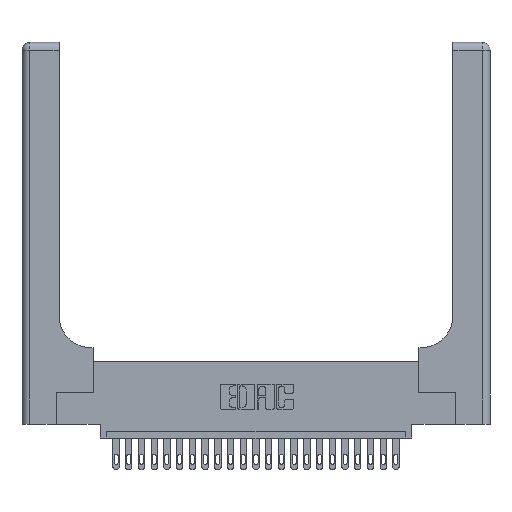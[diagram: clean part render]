
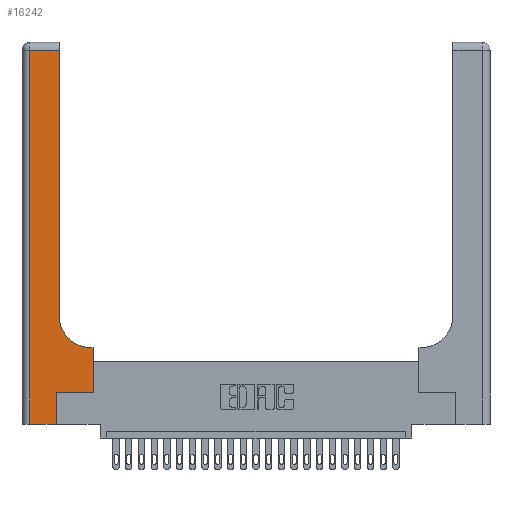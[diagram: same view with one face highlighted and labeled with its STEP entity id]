
A CAD part, top view. The second image highlights one B-rep face of the part: STEP entity #16242.
In plain terms, the highlighted planar face has unit normal (0, 0, 1).
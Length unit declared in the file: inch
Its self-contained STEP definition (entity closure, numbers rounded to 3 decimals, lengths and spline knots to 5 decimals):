
#415 = DIRECTION ( 'NONE',  ( 0., 0., -1. ) ) ;
#602 = ORIENTED_EDGE ( 'NONE', *, *, #20342, .T. ) ;
#806 = EDGE_CURVE ( 'NONE', #14983, #1037, #23209, .T. ) ;
#1034 = EDGE_CURVE ( 'NONE', #23083, #14983, #11320, .T. ) ;
#1037 = VERTEX_POINT ( 'NONE', #15343 ) ;
#1310 = VERTEX_POINT ( 'NONE', #8641 ) ;
#1499 = DIRECTION ( 'NONE',  ( 0., 1., 0. ) ) ;
#1790 = VERTEX_POINT ( 'NONE', #20353 ) ;
#2026 = ORIENTED_EDGE ( 'NONE', *, *, #22643, .T. ) ;
#2286 = ORIENTED_EDGE ( 'NONE', *, *, #10009, .T. ) ;
#2908 = CIRCLE ( 'NONE', #5464, 0.25 ) ;
#3296 = CARTESIAN_POINT ( 'NONE',  ( 0.06, 3., 0.37 ) ) ;
#3512 = VECTOR ( 'NONE', #15204, 39.37008 ) ;
#4005 = DIRECTION ( 'NONE',  ( -1., 0., 0. ) ) ;
#4101 = CARTESIAN_POINT ( 'NONE',  ( 0., 2.94, 0.37 ) ) ;
#4329 = CARTESIAN_POINT ( 'NONE',  ( 0.2915, 0.6, 0.37 ) ) ;
#4490 = DIRECTION ( 'NONE',  ( 1., 0., 0. ) ) ;
#4737 = AXIS2_PLACEMENT_3D ( 'NONE', #12865, #12941, #9061 ) ;
#4904 = ORIENTED_EDGE ( 'NONE', *, *, #6791, .T. ) ;
#5026 = EDGE_LOOP ( 'NONE', ( #2286, #4904, #602, #22608, #2026, #13959, #15994, #15819, #22326 ) ) ;
#5464 = AXIS2_PLACEMENT_3D ( 'NONE', #19829, #415, #9771 ) ;
#5894 = CARTESIAN_POINT ( 'NONE',  ( 0.269, 0., 0.37 ) ) ;
#6745 = LINE ( 'NONE', #10051, #21005 ) ;
#6791 = EDGE_CURVE ( 'NONE', #1790, #12830, #16828, .T. ) ;
#7075 = CARTESIAN_POINT ( 'NONE',  ( 0.5585, 0.25, 0.37 ) ) ;
#8135 = LINE ( 'NONE', #3296, #23019 ) ;
#8314 = VECTOR ( 'NONE', #13390, 39.37008 ) ;
#8641 = CARTESIAN_POINT ( 'NONE',  ( 0.269, 0.25, 0.37 ) ) ;
#9056 = FACE_OUTER_BOUND ( 'NONE', #5026, .T. ) ;
#9061 = DIRECTION ( 'NONE',  ( -1., 0., 0. ) ) ;
#9771 = DIRECTION ( 'NONE',  ( 1., 0., 0. ) ) ;
#9818 = LINE ( 'NONE', #15180, #12548 ) ;
#9858 = DIRECTION ( 'NONE',  ( -1., 0., 0. ) ) ;
#10009 = EDGE_CURVE ( 'NONE', #12793, #1790, #15148, .T. ) ;
#10051 = CARTESIAN_POINT ( 'NONE',  ( 0., 0., 0.37 ) ) ;
#10504 = LINE ( 'NONE', #5894, #3512 ) ;
#11229 = DIRECTION ( 'NONE',  ( 0., -1., 0. ) ) ;
#11320 = LINE ( 'NONE', #17329, #8314 ) ;
#11353 = DIRECTION ( 'NONE',  ( 1., 0., 0. ) ) ;
#12059 = CARTESIAN_POINT ( 'NONE',  ( 0.06, 0., 0.37 ) ) ;
#12169 = CARTESIAN_POINT ( 'NONE',  ( 0.269, 0., 0.37 ) ) ;
#12548 = VECTOR ( 'NONE', #11353, 39.37008 ) ;
#12793 = VERTEX_POINT ( 'NONE', #24792 ) ;
#12830 = VERTEX_POINT ( 'NONE', #13315 ) ;
#12865 = CARTESIAN_POINT ( 'NONE',  ( 0., 3., 0.37 ) ) ;
#12941 = DIRECTION ( 'NONE',  ( 0., 0., -1. ) ) ;
#13315 = CARTESIAN_POINT ( 'NONE',  ( 0.06, 2.94, 0.37 ) ) ;
#13390 = DIRECTION ( 'NONE',  ( 0., 1., 0. ) ) ;
#13959 = ORIENTED_EDGE ( 'NONE', *, *, #19213, .T. ) ;
#14274 = EDGE_CURVE ( 'NONE', #18597, #14321, #6745, .T. ) ;
#14321 = VERTEX_POINT ( 'NONE', #12169 ) ;
#14983 = VERTEX_POINT ( 'NONE', #19195 ) ;
#15148 = LINE ( 'NONE', #22793, #24009 ) ;
#15180 = CARTESIAN_POINT ( 'NONE',  ( 0.269, 0.25, 0.37 ) ) ;
#15204 = DIRECTION ( 'NONE',  ( 0., 1., 0. ) ) ;
#15343 = CARTESIAN_POINT ( 'NONE',  ( 0.5415, 0.6, 0.37 ) ) ;
#15819 = ORIENTED_EDGE ( 'NONE', *, *, #806, .T. ) ;
#15994 = ORIENTED_EDGE ( 'NONE', *, *, #1034, .T. ) ;
#16242 = ADVANCED_FACE ( 'NONE', ( #9056 ), #19991, .F. ) ;
#16828 = LINE ( 'NONE', #4101, #18024 ) ;
#17329 = CARTESIAN_POINT ( 'NONE',  ( 0.5585, 0.25, 0.37 ) ) ;
#18024 = VECTOR ( 'NONE', #4005, 39.37008 ) ;
#18597 = VERTEX_POINT ( 'NONE', #12059 ) ;
#19195 = CARTESIAN_POINT ( 'NONE',  ( 0.5585, 0.6, 0.37 ) ) ;
#19213 = EDGE_CURVE ( 'NONE', #1310, #23083, #9818, .T. ) ;
#19829 = CARTESIAN_POINT ( 'NONE',  ( 0.5415, 0.85, 0.37 ) ) ;
#19991 = PLANE ( 'NONE',  #4737 ) ;
#20342 = EDGE_CURVE ( 'NONE', #12830, #18597, #8135, .T. ) ;
#20353 = CARTESIAN_POINT ( 'NONE',  ( 0.2915, 2.94, 0.37 ) ) ;
#21005 = VECTOR ( 'NONE', #4490, 39.37008 ) ;
#22326 = ORIENTED_EDGE ( 'NONE', *, *, #22756, .T. ) ;
#22608 = ORIENTED_EDGE ( 'NONE', *, *, #14274, .T. ) ;
#22643 = EDGE_CURVE ( 'NONE', #14321, #1310, #10504, .T. ) ;
#22756 = EDGE_CURVE ( 'NONE', #1037, #12793, #2908, .T. ) ;
#22793 = CARTESIAN_POINT ( 'NONE',  ( 0.2915, 3., 0.37 ) ) ;
#23019 = VECTOR ( 'NONE', #11229, 39.37008 ) ;
#23083 = VERTEX_POINT ( 'NONE', #7075 ) ;
#23209 = LINE ( 'NONE', #4329, #24439 ) ;
#24009 = VECTOR ( 'NONE', #1499, 39.37008 ) ;
#24439 = VECTOR ( 'NONE', #9858, 39.37008 ) ;
#24792 = CARTESIAN_POINT ( 'NONE',  ( 0.2915, 0.85, 0.37 ) ) ;
